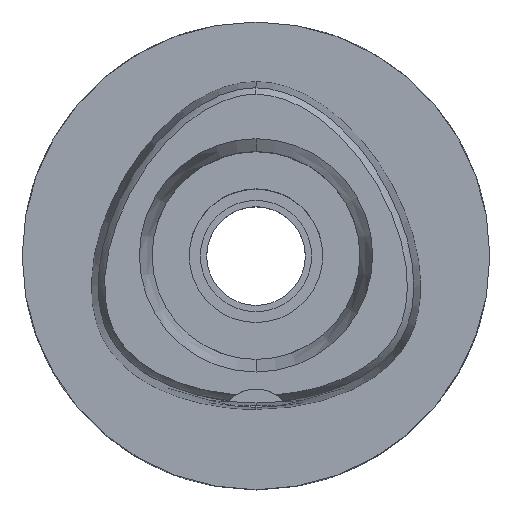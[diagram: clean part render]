
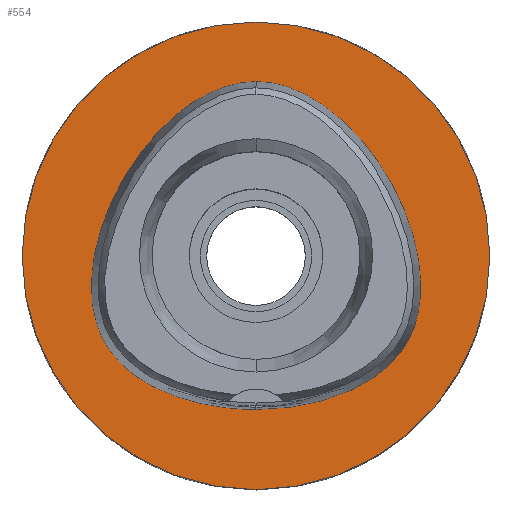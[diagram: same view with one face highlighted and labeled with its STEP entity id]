
A CAD part, top view. The second image highlights one B-rep face of the part: STEP entity #554.
In plain terms, the highlighted planar face has unit normal (0, 0, 1).
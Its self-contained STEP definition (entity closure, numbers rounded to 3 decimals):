
#169 = DIRECTION ( 'NONE',  ( 0., 0., -1. ) ) ;
#242 = CARTESIAN_POINT ( 'NONE',  ( 22.057, -6.848, 0. ) ) ;
#369 = CARTESIAN_POINT ( 'NONE',  ( 0., -31.5, 0. ) ) ;
#382 = DIRECTION ( 'NONE',  ( 0., -1., 0. ) ) ;
#450 = CARTESIAN_POINT ( 'NONE',  ( -21.555, -8.996, 0. ) ) ;
#458 = EDGE_CURVE ( 'NONE', #1422, #2124, #5161, .T. ) ;
#474 = CARTESIAN_POINT ( 'NONE',  ( -22.057, -6.848, 0. ) ) ;
#534 = CARTESIAN_POINT ( 'NONE',  ( 0., -20.675, 0. ) ) ;
#554 = ADVANCED_FACE ( 'NONE', ( #4521, #4994 ), #2837, .F. ) ;
#585 = CARTESIAN_POINT ( 'NONE',  ( 14.673, -17.214, 0. ) ) ;
#601 = VERTEX_POINT ( 'NONE', #2509 ) ;
#800 = DIRECTION ( 'NONE',  ( 0., 0., -1. ) ) ;
#874 = B_SPLINE_CURVE_WITH_KNOTS ( 'NONE', 3,
 ( #1768, #4302, #2154, #3451, #2567, #4698, #4676, #919, #2597, #946, #4221, #474, #450, #2129, #3808, #2622, #1716, #1304, #5081, #2986, #894, #4242, #534 ),
 .UNSPECIFIED., .F., .F.,
 ( 4, 1, 1, 1, 1, 1, 1, 1, 1, 1, 1, 1, 1, 1, 1, 1, 1, 1, 1, 1, 4 ),
 ( 0., 0.042, 0.083, 0.125, 0.167, 0.25, 0.333, 0.417, 0.5, 0.542, 0.583, 0.625, 0.646, 0.667, 0.688, 0.708, 0.75, 0.792, 0.833, 0.917, 1. ),
 .UNSPECIFIED. ) ;
#890 = EDGE_CURVE ( 'NONE', #1917, #601, #4838, .T. ) ;
#894 = CARTESIAN_POINT ( 'NONE',  ( -6.341, -20.298, 0. ) ) ;
#919 = CARTESIAN_POINT ( 'NONE',  ( -18.068, 10.432, 0. ) ) ;
#946 = CARTESIAN_POINT ( 'NONE',  ( -21.978, -0.281, 0. ) ) ;
#1039 = ORIENTED_EDGE ( 'NONE', *, *, #890, .F. ) ;
#1075 = CARTESIAN_POINT ( 'NONE',  ( 10.746, 19.174, 0. ) ) ;
#1101 = CARTESIAN_POINT ( 'NONE',  ( 20.35, -11.749, 0. ) ) ;
#1123 = ORIENTED_EDGE ( 'NONE', *, *, #4782, .F. ) ;
#1304 = CARTESIAN_POINT ( 'NONE',  ( -16.959, -15.678, 0. ) ) ;
#1422 = VERTEX_POINT ( 'NONE', #4196 ) ;
#1467 = CARTESIAN_POINT ( 'NONE',  ( 0.855, 23.475, 0. ) ) ;
#1547 = CARTESIAN_POINT ( 'NONE',  ( 0., -20.675, 0. ) ) ;
#1716 = CARTESIAN_POINT ( 'NONE',  ( -18.568, -14.169, 0. ) ) ;
#1768 = CARTESIAN_POINT ( 'NONE',  ( 0., 23.475, 0. ) ) ;
#1815 = AXIS2_PLACEMENT_3D ( 'NONE', #4157, #800, #382 ) ;
#1917 = VERTEX_POINT ( 'NONE', #1547 ) ;
#2084 = AXIS2_PLACEMENT_3D ( 'NONE', #2395, #2789, #2321 ) ;
#2124 = VERTEX_POINT ( 'NONE', #369 ) ;
#2129 = CARTESIAN_POINT ( 'NONE',  ( -20.932, -10.604, 0. ) ) ;
#2154 = CARTESIAN_POINT ( 'NONE',  ( -2.565, 23.293, 0. ) ) ;
#2169 = CIRCLE ( 'NONE', #4645, 31.5 ) ;
#2264 = CARTESIAN_POINT ( 'NONE',  ( 20.932, -10.604, 0. ) ) ;
#2292 = CARTESIAN_POINT ( 'NONE',  ( 0., 23.475, 0. ) ) ;
#2321 = DIRECTION ( 'NONE',  ( 0., 1., 0. ) ) ;
#2365 = CARTESIAN_POINT ( 'NONE',  ( 18.568, -14.169, 0. ) ) ;
#2395 = CARTESIAN_POINT ( 'NONE',  ( 0., 0., 0. ) ) ;
#2509 = CARTESIAN_POINT ( 'NONE',  ( 0., 23.475, 0. ) ) ;
#2567 = CARTESIAN_POINT ( 'NONE',  ( -7.571, 21.315, 0. ) ) ;
#2597 = CARTESIAN_POINT ( 'NONE',  ( -20.749, 4.657, 0. ) ) ;
#2622 = CARTESIAN_POINT ( 'NONE',  ( -19.649, -12.825, 0. ) ) ;
#2680 = DIRECTION ( 'NONE',  ( 0., -1., 0. ) ) ;
#2752 = CARTESIAN_POINT ( 'NONE',  ( 21.555, -8.996, 0. ) ) ;
#2789 = DIRECTION ( 'NONE',  ( 0., 0., -1. ) ) ;
#2837 = PLANE ( 'NONE',  #1815 ) ;
#2986 = CARTESIAN_POINT ( 'NONE',  ( -11.233, -18.893, 0. ) ) ;
#3067 = EDGE_LOOP ( 'NONE', ( #1123, #1039 ) ) ;
#3149 = CARTESIAN_POINT ( 'NONE',  ( 6.341, -20.298, 0. ) ) ;
#3172 = CARTESIAN_POINT ( 'NONE',  ( 2.114, -20.675, 0. ) ) ;
#3451 = CARTESIAN_POINT ( 'NONE',  ( -5.098, 22.526, 0. ) ) ;
#3532 = CARTESIAN_POINT ( 'NONE',  ( 21.978, -0.281, 0. ) ) ;
#3556 = CARTESIAN_POINT ( 'NONE',  ( 2.565, 23.293, 0. ) ) ;
#3588 = CARTESIAN_POINT ( 'NONE',  ( 19.649, -12.825, 0. ) ) ;
#3611 = CARTESIAN_POINT ( 'NONE',  ( 16.959, -15.678, 0. ) ) ;
#3689 = EDGE_CURVE ( 'NONE', #2124, #1422, #2169, .T. ) ;
#3808 = CARTESIAN_POINT ( 'NONE',  ( -20.35, -11.749, 0. ) ) ;
#3937 = CARTESIAN_POINT ( 'NONE',  ( 14.408, 15.641, 0. ) ) ;
#4021 = CARTESIAN_POINT ( 'NONE',  ( 11.233, -18.893, 0. ) ) ;
#4157 = CARTESIAN_POINT ( 'NONE',  ( 0., 0., 0. ) ) ;
#4196 = CARTESIAN_POINT ( 'NONE',  ( 0., 31.5, 0. ) ) ;
#4221 = CARTESIAN_POINT ( 'NONE',  ( -22.245, -4.1, 0. ) ) ;
#4242 = CARTESIAN_POINT ( 'NONE',  ( -2.114, -20.675, 0. ) ) ;
#4279 = EDGE_LOOP ( 'NONE', ( #4421, #4733 ) ) ;
#4302 = CARTESIAN_POINT ( 'NONE',  ( -0.855, 23.475, 0. ) ) ;
#4348 = CARTESIAN_POINT ( 'NONE',  ( 7.571, 21.315, 0. ) ) ;
#4383 = CARTESIAN_POINT ( 'NONE',  ( 0., -20.675, 0. ) ) ;
#4421 = ORIENTED_EDGE ( 'NONE', *, *, #458, .F. ) ;
#4521 = FACE_OUTER_BOUND ( 'NONE', #4279, .T. ) ;
#4645 = AXIS2_PLACEMENT_3D ( 'NONE', #4777, #169, #2680 ) ;
#4676 = CARTESIAN_POINT ( 'NONE',  ( -14.408, 15.641, 0. ) ) ;
#4698 = CARTESIAN_POINT ( 'NONE',  ( -10.746, 19.174, 0. ) ) ;
#4733 = ORIENTED_EDGE ( 'NONE', *, *, #3689, .F. ) ;
#4777 = CARTESIAN_POINT ( 'NONE',  ( 0., 0., 0. ) ) ;
#4782 = EDGE_CURVE ( 'NONE', #601, #1917, #874, .T. ) ;
#4838 = B_SPLINE_CURVE_WITH_KNOTS ( 'NONE', 3,
 ( #4383, #3172, #3149, #4021, #585, #3611, #2365, #3588, #1101, #2264, #2752, #242, #4905, #3532, #5310, #5236, #3937, #1075, #4348, #5208, #3556, #1467, #2292 ),
 .UNSPECIFIED., .F., .F.,
 ( 4, 1, 1, 1, 1, 1, 1, 1, 1, 1, 1, 1, 1, 1, 1, 1, 1, 1, 1, 1, 4 ),
 ( 0., 0.083, 0.167, 0.208, 0.25, 0.292, 0.313, 0.333, 0.354, 0.375, 0.417, 0.458, 0.5, 0.583, 0.667, 0.75, 0.833, 0.875, 0.917, 0.958, 1. ),
 .UNSPECIFIED. ) ;
#4905 = CARTESIAN_POINT ( 'NONE',  ( 22.245, -4.1, 0. ) ) ;
#4994 = FACE_BOUND ( 'NONE', #3067, .T. ) ;
#5081 = CARTESIAN_POINT ( 'NONE',  ( -14.673, -17.214, 0. ) ) ;
#5161 = CIRCLE ( 'NONE', #2084, 31.5 ) ;
#5208 = CARTESIAN_POINT ( 'NONE',  ( 5.098, 22.526, 0. ) ) ;
#5236 = CARTESIAN_POINT ( 'NONE',  ( 18.068, 10.432, 0. ) ) ;
#5310 = CARTESIAN_POINT ( 'NONE',  ( 20.749, 4.657, 0. ) ) ;
